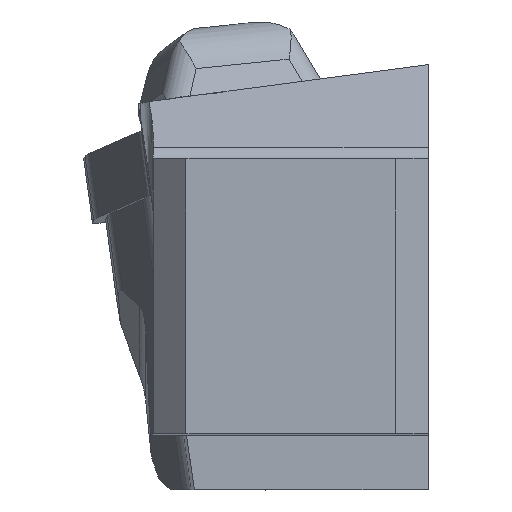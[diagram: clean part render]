
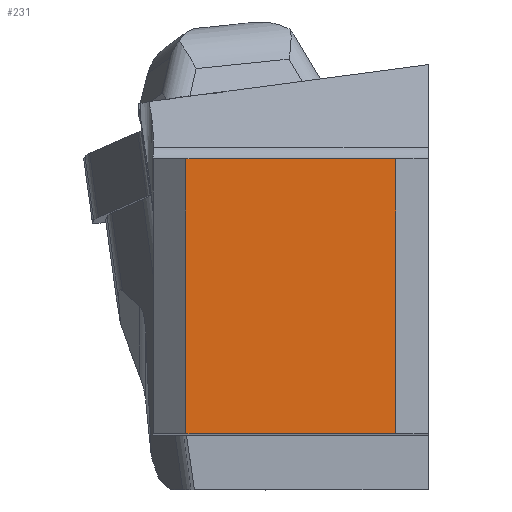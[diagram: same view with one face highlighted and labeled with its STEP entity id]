
A CAD part, top view. The second image highlights one B-rep face of the part: STEP entity #231.
In plain terms, the highlighted planar face has unit normal (0, 0, 1).
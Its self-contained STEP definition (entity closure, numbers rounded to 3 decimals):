
#231=ADVANCED_FACE('CU_BACK_SU1',(#392),#315,.F.);
#315=PLANE('',#2102);
#392=FACE_OUTER_BOUND('',#491,.T.);
#491=EDGE_LOOP('',(#835,#836,#837,#838));
#835=ORIENTED_EDGE('',*,*,#1468,.F.);
#836=ORIENTED_EDGE('',*,*,#1466,.T.);
#837=ORIENTED_EDGE('',*,*,#1469,.T.);
#838=ORIENTED_EDGE('',*,*,#1470,.F.);
#1246=VERTEX_POINT('',#3155);
#1247=VERTEX_POINT('',#3157);
#1248=VERTEX_POINT('',#3161);
#1249=VERTEX_POINT('',#3163);
#1466=EDGE_CURVE('',#1247,#1246,#1680,.T.);
#1468=EDGE_CURVE('',#1247,#1248,#1682,.T.);
#1469=EDGE_CURVE('',#1246,#1249,#1683,.T.);
#1470=EDGE_CURVE('',#1248,#1249,#1684,.T.);
#1680=LINE('',#3156,#1857);
#1682=LINE('',#3160,#1859);
#1683=LINE('',#3162,#1860);
#1684=LINE('',#3164,#1861);
#1857=VECTOR('',#2490,1.);
#1859=VECTOR('',#2494,1.);
#1860=VECTOR('',#2495,1.);
#1861=VECTOR('',#2496,1.);
#2102=AXIS2_PLACEMENT_3D('',#3165,#2497,#2498);
#2490=DIRECTION('',(1.,0.,0.));
#2494=DIRECTION('',(0.,1.,0.));
#2495=DIRECTION('',(0.,1.,0.));
#2496=DIRECTION('',(1.,0.,0.));
#2497=DIRECTION('',(0.,0.,-1.));
#2498=DIRECTION('',(-1.,0.,0.));
#3155=CARTESIAN_POINT('',(-3.,0.,0.));
#3156=CARTESIAN_POINT('',(-110.,0.,0.));
#3157=CARTESIAN_POINT('',(-22.325,0.,0.));
#3160=CARTESIAN_POINT('',(-22.325,0.,0.));
#3161=CARTESIAN_POINT('',(-22.325,25.325,0.));
#3162=CARTESIAN_POINT('',(-3.,0.,0.));
#3163=CARTESIAN_POINT('',(-3.,25.325,0.));
#3164=CARTESIAN_POINT('',(-110.,25.325,0.));
#3165=CARTESIAN_POINT('',(17.766,40.325,0.));
